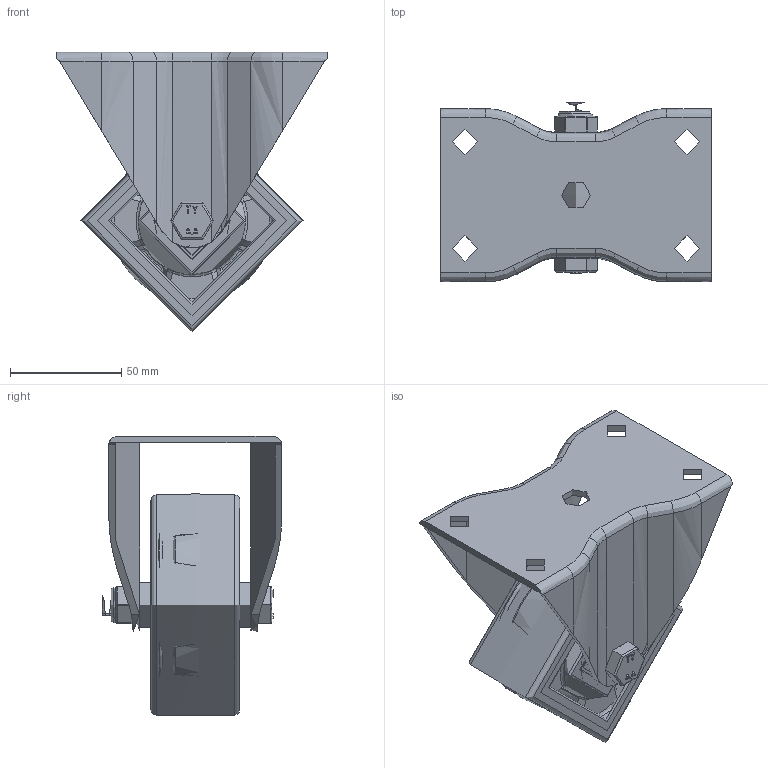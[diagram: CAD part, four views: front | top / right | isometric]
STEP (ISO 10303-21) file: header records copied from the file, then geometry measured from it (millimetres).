
FILE_DESCRIPTION(/* description */ (''),/* implementation_level */ '2;1');
FILE_NAME(/* name */ 'BZHF100XPNBJLP.step',/* time_stamp */ '2024-05-13T11:06:57+01:00',/* author */ (''),/* organization */ (''),/* preprocessor_version */ 'ST-DEVELOPER v20',/* originating_system */ 'Autodesk Translation Framework v12.20.1.177',/* authorisation */ '');
FILE_SCHEMA (('AUTOMOTIVE_DESIGN { 1 0 10303 214 3 1 1 }'));
Products named in the file (27): BZHF100XPNBJLP; BZHF100ASLP - 50 v1; ZINC PLATED PRESSED STEEL BRACKET; BZXH100WPNBJM15 v1; POLYURETHANE TYRE; NYLON RIM; BEARING 6202; Pattern; BEARING 6202 (1); Pattern (1); Component1; METAL; METAL2; MIDDLE; RUBBER; RUBBER2; BEARING SPACER; TH15X5X10 - 3 v1; ZINC PLATED HEADED SPACER; TH15X5X10 - 3 v1 (1); ZINC PLATED HEADED SPACER (1); HEXBOLTM10X70Z8.8 v2; GRADE 8.8 THREADED ZINC PLATED BOLT; NYLOCM10Z v1; NYLOC NUT; RUBBER (1); NUT
Assembly tree (46 placements, depth 5):
  BZHF100XPNBJLP
    BZHF100ASLP - 50 v1
      ZINC PLATED PRESSED STEEL BRACKET
    BZXH100WPNBJM15 v1
      POLYURETHANE TYRE
      NYLON RIM
      BEARING 6202
        METAL
        METAL2
        Pattern
          Component1  x8
        MIDDLE
        RUBBER
        RUBBER2
      BEARING 6202 (1)
        Pattern (1)
          Component1  x8
        METAL
        METAL2
        MIDDLE
        RUBBER
        RUBBER2
      BEARING SPACER
    TH15X5X10 - 3 v1
      ZINC PLATED HEADED SPACER
    TH15X5X10 - 3 v1 (1)
      ZINC PLATED HEADED SPACER (1)
    HEXBOLTM10X70Z8.8 v2
      GRADE 8.8 THREADED ZINC PLATED BOLT
    NYLOCM10Z v1
      NYLOC NUT
        RUBBER (1)
        NUT
Bounding box: 122 x 81 x 125.96 mm (x, y, z)
Volume: 289975.8 mm3; surface area: 136998.9 mm2
Topology: 35 solids, 35 shells, 1172 faces, 2847 edges, 1826 vertices
Faces by surface type: bspline 429, plane 396, cylinder 197, sphere 92, torus 54, cone 4
Full cylindrical faces by diameter (mm): 8.141 x18, 9.85 x19, 10 x3, 10.5 x2, 10.8 x1, 11.5 x4, 12 x2, 14.75 x2, 15 x2, 16 x3, 18 x2, 20 x10, 22 x1, 22.5 x4, 23 x4, 30 x9, 30.5 x4, 31 x8, 32 x2, 35 x4, 48 x2, 73 x2, 85 x2
Entity records: 56678 total; most frequent: CARTESIAN_POINT 38283, ORIENTED_EDGE 3912, DIRECTION 3134, EDGE_CURVE 1956, VERTEX_POINT 1238, AXIS2_PLACEMENT_3D 1218, EDGE_LOOP 960, FACE_OUTER_BOUND 827
